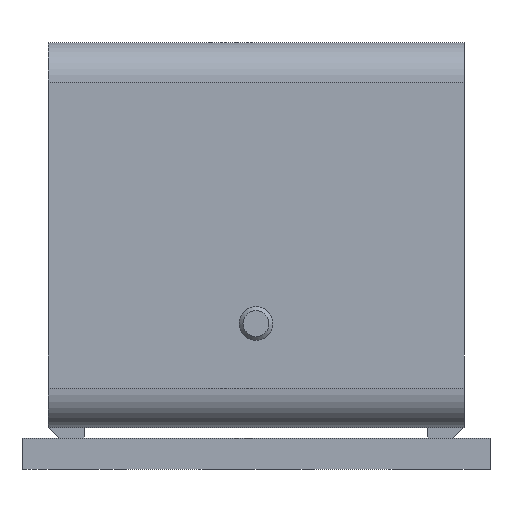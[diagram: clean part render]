
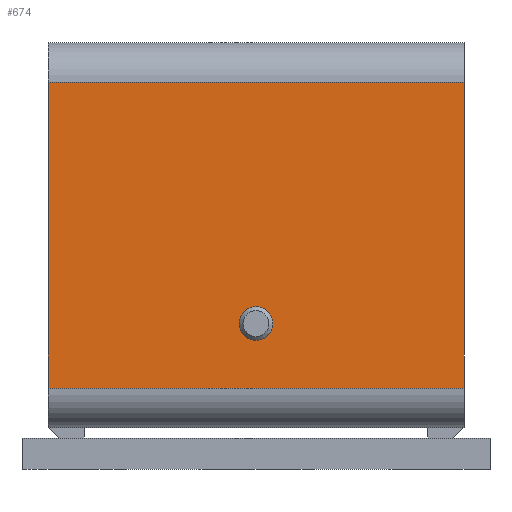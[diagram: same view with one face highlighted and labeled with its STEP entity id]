
A CAD part, front view. The second image highlights one B-rep face of the part: STEP entity #674.
In plain terms, the highlighted planar face has unit normal (0, -1, 0).
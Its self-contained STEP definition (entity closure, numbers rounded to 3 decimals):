
#674=ADVANCED_FACE('',(#1610,#1612),#1614,.F.);
#1610=FACE_BOUND('',#1611,.T.);
#1611=EDGE_LOOP('',(#2332,#2333,#2334,#2335));
#1612=FACE_BOUND('',#1613,.T.);
#1613=EDGE_LOOP('',(#2336));
#1614=PLANE('',#1615);
#1615=AXIS2_PLACEMENT_3D('',#1616,#1617,#1618);
#1616=CARTESIAN_POINT('',(0.,-3.8,0.658));
#1617=DIRECTION('',(0.,1.,0.));
#1618=DIRECTION('',(1.,0.,0.));
#2332=ORIENTED_EDGE('',*,*,#2742,.T.);
#2333=ORIENTED_EDGE('',*,*,#2743,.F.);
#2334=ORIENTED_EDGE('',*,*,#2691,.T.);
#2335=ORIENTED_EDGE('',*,*,#2744,.F.);
#2336=ORIENTED_EDGE('',*,*,#2745,.T.);
#2691=EDGE_CURVE('',#3075,#3076,#3077,.T.);
#2742=EDGE_CURVE('',#3168,#3169,#3170,.T.);
#2743=EDGE_CURVE('',#3075,#3169,#3171,.T.);
#2744=EDGE_CURVE('',#3168,#3076,#3172,.T.);
#2745=EDGE_CURVE('',#3173,#3173,#3174,.F.);
#3075=VERTEX_POINT('',#4077);
#3076=VERTEX_POINT('',#4078);
#3077=LINE('',#4079,#4080);
#3168=VERTEX_POINT('',#4294);
#3169=VERTEX_POINT('',#4295);
#3170=LINE('',#4296,#4297);
#3171=LINE('',#4299,#4300);
#3172=LINE('',#4302,#4303);
#3173=VERTEX_POINT('',#4305);
#3174=CIRCLE('',#4306,1.621);
#4077=CARTESIAN_POINT('',(0.,-3.8,3.8));
#4078=CARTESIAN_POINT('',(40.,-3.8,3.8));
#4079=CARTESIAN_POINT('',(0.,-3.8,3.8));
#4080=VECTOR('',#4081,1.);
#4081=DIRECTION('',(1.,0.,0.));
#4294=CARTESIAN_POINT('',(40.,-3.8,33.2));
#4295=CARTESIAN_POINT('',(0.,-3.8,33.2));
#4296=CARTESIAN_POINT('',(40.,-3.8,33.2));
#4297=VECTOR('',#4298,1.);
#4298=DIRECTION('',(-1.,0.,0.));
#4299=CARTESIAN_POINT('',(0.,-3.8,3.8));
#4300=VECTOR('',#4301,1.);
#4301=DIRECTION('',(0.,0.,1.));
#4302=CARTESIAN_POINT('',(40.,-3.8,33.2));
#4303=VECTOR('',#4304,1.);
#4304=DIRECTION('',(0.,0.,-1.));
#4305=CARTESIAN_POINT('',(21.621,-3.8,10.));
#4306=AXIS2_PLACEMENT_3D('',#4307,#4308,#4309);
#4307=CARTESIAN_POINT('',(20.,-3.8,10.));
#4308=DIRECTION('',(0.,-1.,0.));
#4309=DIRECTION('',(1.,0.,0.));
